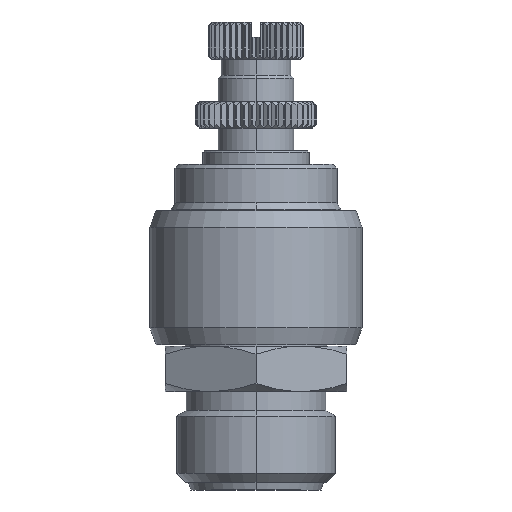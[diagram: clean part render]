
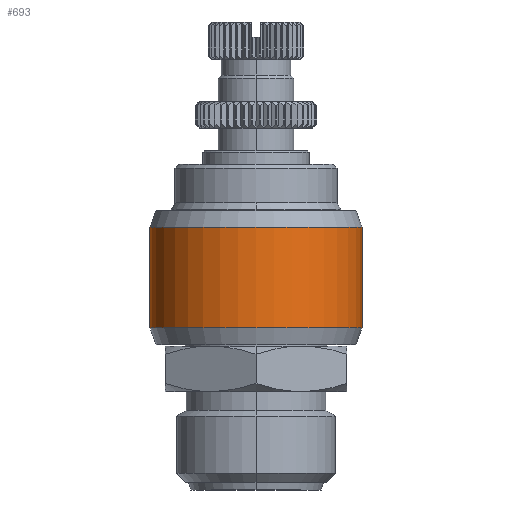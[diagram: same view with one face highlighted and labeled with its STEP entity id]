
A CAD part, left-side view. The second image highlights one B-rep face of the part: STEP entity #693.
In plain terms, the highlighted cylindrical face has radius 14 mm (diameter 28 mm), a partial arc.
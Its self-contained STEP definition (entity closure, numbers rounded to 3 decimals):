
#542 = CARTESIAN_POINT ( 'NONE',  ( 8., 14., 8.302 ) ) ;
#693 = ADVANCED_FACE ( 'NONE', ( #4175 ), #27813, .T. ) ;
#1074 = ORIENTED_EDGE ( 'NONE', *, *, #3287, .T. ) ;
#1116 = CARTESIAN_POINT ( 'NONE',  ( 8., 0., -5.002 ) ) ;
#3287 = EDGE_CURVE ( 'NONE', #22802, #5676, #25586, .T. ) ;
#4175 = FACE_OUTER_BOUND ( 'NONE', #15544, .T. ) ;
#4515 = CARTESIAN_POINT ( 'NONE',  ( 8., -14., 8.302 ) ) ;
#5662 = CARTESIAN_POINT ( 'NONE',  ( 8., -14., 1.65 ) ) ;
#5676 = VERTEX_POINT ( 'NONE', #4515 ) ;
#6612 = VERTEX_POINT ( 'NONE', #9299 ) ;
#6693 = CARTESIAN_POINT ( 'NONE',  ( 8., 0., 1.65 ) ) ;
#8182 = EDGE_CURVE ( 'NONE', #28851, #5676, #22770, .T. ) ;
#9299 = CARTESIAN_POINT ( 'NONE',  ( 8., 14., -5.002 ) ) ;
#10432 = DIRECTION ( 'NONE',  ( 0., -1., 0. ) ) ;
#10484 = ORIENTED_EDGE ( 'NONE', *, *, #8182, .F. ) ;
#10659 = AXIS2_PLACEMENT_3D ( 'NONE', #1116, #17771, #10432 ) ;
#12069 = CIRCLE ( 'NONE', #10659, 14. ) ;
#12198 = CARTESIAN_POINT ( 'NONE',  ( 8., 0., 8.302 ) ) ;
#12432 = CARTESIAN_POINT ( 'NONE',  ( 8., 14., 1.65 ) ) ;
#13458 = LINE ( 'NONE', #12432, #28760 ) ;
#13605 = AXIS2_PLACEMENT_3D ( 'NONE', #6693, #18189, #27337 ) ;
#14536 = DIRECTION ( 'NONE',  ( 0., 0., -1. ) ) ;
#14708 = DIRECTION ( 'NONE',  ( 0., 0., 1. ) ) ;
#15544 = EDGE_LOOP ( 'NONE', ( #21418, #27285, #1074, #10484 ) ) ;
#16774 = DIRECTION ( 'NONE',  ( 0., -1., 0. ) ) ;
#17422 = DIRECTION ( 'NONE',  ( 0., 0., 1. ) ) ;
#17673 = VECTOR ( 'NONE', #14708, 1000. ) ;
#17771 = DIRECTION ( 'NONE',  ( 0., 0., 1. ) ) ;
#17874 = CARTESIAN_POINT ( 'NONE',  ( 8., -14., -5.002 ) ) ;
#18189 = DIRECTION ( 'NONE',  ( 0., 0., 1. ) ) ;
#21418 = ORIENTED_EDGE ( 'NONE', *, *, #28751, .T. ) ;
#22770 = LINE ( 'NONE', #5662, #17673 ) ;
#22802 = VERTEX_POINT ( 'NONE', #542 ) ;
#23258 = EDGE_CURVE ( 'NONE', #6612, #22802, #13458, .T. ) ;
#23634 = AXIS2_PLACEMENT_3D ( 'NONE', #12198, #14536, #16774 ) ;
#25586 = CIRCLE ( 'NONE', #23634, 14. ) ;
#27285 = ORIENTED_EDGE ( 'NONE', *, *, #23258, .T. ) ;
#27337 = DIRECTION ( 'NONE',  ( 0., -1., 0. ) ) ;
#27813 = CYLINDRICAL_SURFACE ( 'NONE', #13605, 14. ) ;
#28751 = EDGE_CURVE ( 'NONE', #28851, #6612, #12069, .T. ) ;
#28760 = VECTOR ( 'NONE', #17422, 1000. ) ;
#28851 = VERTEX_POINT ( 'NONE', #17874 ) ;
